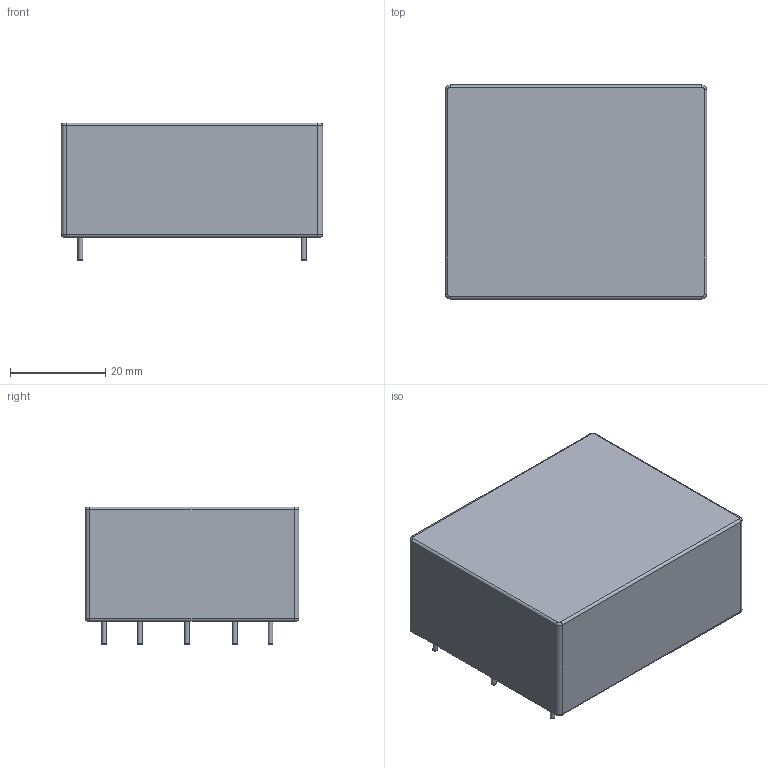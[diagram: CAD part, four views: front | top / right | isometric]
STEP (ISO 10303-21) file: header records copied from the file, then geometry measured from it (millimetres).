
FILE_DESCRIPTION(/* description */ ('model of Converter_ACDC_Vigortronix_VTX-214-015-1xx_THT'),/* implementation_level */ '2;1');
FILE_NAME(/* name */ 'Converter_ACDC_Vigortronix_VTX-214-015-1xx_THT.step',/* time_stamp */ '2018-03-25T15:38:33',/* author */ ('kicad StepUp','ksu'),/* organization */ ('FreeCAD'),/* preprocessor_version */ 'OCC',/* originating_system */ 'kicad StepUp',/* authorisation */ '');
FILE_SCHEMA(('AUTOMOTIVE_DESIGN { 1 0 10303 214 1 1 1 1 }'));
Length unit declared in the file: millimetre
Products named in the file (5): ASSEMBLY; Converter_ACDC_Vigortronix_VTX_214_015_1xx_THT001; Shape0_563619554539; Shape0_923271560683; Converter_ACDC_Vigortronix_VTX_214_015_1xx_THT
Assembly tree (4 placements, depth 2):
  ASSEMBLY
    Converter_ACDC_Vigortronix_VTX_214_015_1xx_THT001
    Shape0_563619554539
    Shape0_923271560683
    Converter_ACDC_Vigortronix_VTX_214_015_1xx_THT
Bounding box: 55 x 45 x 29 mm (x, y, z)
Surface area: 19330.1 mm2
Topology: 8 solids, 8 shells, 78 faces, 149 edges, 87 vertices
Faces by surface type: cylinder 29, plane 28, torus 21
Full cylindrical faces by diameter (mm): 1 x5
Entity records: 2281 total; most frequent: DIRECTION 399, CARTESIAN_POINT 319, ORIENTED_EDGE 298, AXIS2_PLACEMENT_3D 167, EDGE_CURVE 149, VERTEX_POINT 87, CIRCLE 84, ADVANCED_FACE 78
